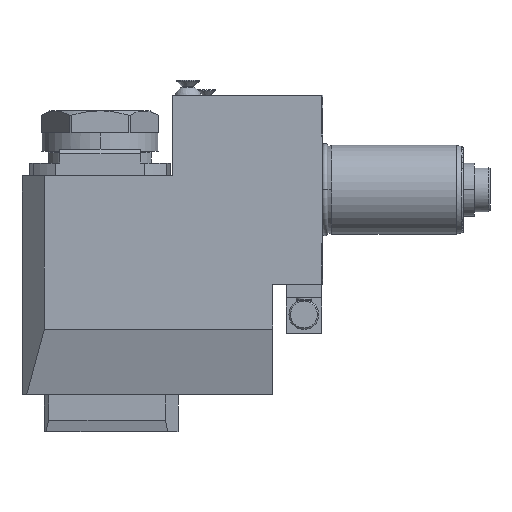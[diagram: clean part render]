
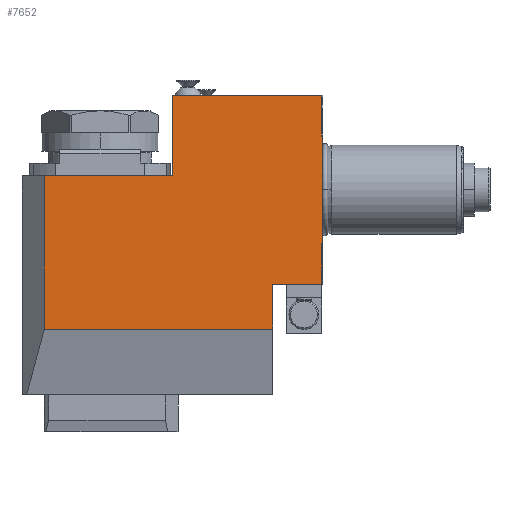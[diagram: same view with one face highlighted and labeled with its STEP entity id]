
A CAD part, front view. The second image highlights one B-rep face of the part: STEP entity #7652.
In plain terms, the highlighted planar face has unit normal (0, -1, 0).
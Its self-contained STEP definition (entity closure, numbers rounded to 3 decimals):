
#102=DIRECTION('',(0.,0.,-1.));
#103=VECTOR('',#102,48.208);
#104=CARTESIAN_POINT('',(0.,-38.,24.104));
#105=LINE('',#104,#103);
#121=DIRECTION('',(0.,0.,1.));
#122=VECTOR('',#121,68.7);
#123=CARTESIAN_POINT('',(-125.,-38.,-62.5));
#124=LINE('',#123,#122);
#125=DIRECTION('',(1.,0.,0.));
#126=VECTOR('',#125,57.5);
#127=CARTESIAN_POINT('',(-125.,-38.,6.2));
#128=LINE('',#127,#126);
#129=DIRECTION('',(0.,0.,-1.));
#130=VECTOR('',#129,36.3);
#131=CARTESIAN_POINT('',(-67.5,-38.,42.5));
#132=LINE('',#131,#130);
#133=DIRECTION('',(0.,0.,-1.));
#134=VECTOR('',#133,18.396);
#135=CARTESIAN_POINT('',(-0.5,-38.,42.5));
#136=LINE('',#135,#134);
#137=DIRECTION('',(-1.,0.,0.));
#138=VECTOR('',#137,0.5);
#139=CARTESIAN_POINT('',(0.,-38.,24.104));
#140=LINE('',#139,#138);
#141=DIRECTION('',(-1.,0.,0.));
#142=VECTOR('',#141,0.5);
#143=CARTESIAN_POINT('',(0.,-38.,-24.104));
#144=LINE('',#143,#142);
#145=DIRECTION('',(0.,0.,-1.));
#146=VECTOR('',#145,18.396);
#147=CARTESIAN_POINT('',(-0.5,-38.,-24.104));
#148=LINE('',#147,#146);
#153=DIRECTION('',(1.,0.,0.));
#154=VECTOR('',#153,102.5);
#155=CARTESIAN_POINT('',(-125.,-38.,-62.5));
#156=LINE('',#155,#154);
#241=DIRECTION('',(-1.,0.,0.));
#242=VECTOR('',#241,67.);
#243=CARTESIAN_POINT('',(-0.5,-38.,42.5));
#244=LINE('',#243,#242);
#1672=DIRECTION('',(0.,0.,1.));
#1673=VECTOR('',#1672,20.);
#1674=CARTESIAN_POINT('',(-22.5,-38.,-62.5));
#1675=LINE('',#1674,#1673);
#1692=DIRECTION('',(1.,0.,0.));
#1693=VECTOR('',#1692,22.);
#1694=CARTESIAN_POINT('',(-22.5,-38.,-42.5));
#1695=LINE('',#1694,#1693);
#6103=CARTESIAN_POINT('',(0.,-38.,24.104));
#6105=VERTEX_POINT('',#6103);
#6116=CARTESIAN_POINT('',(0.,-38.,-24.104));
#6118=VERTEX_POINT('',#6116);
#6124=CARTESIAN_POINT('',(-0.5,-38.,42.5));
#6126=VERTEX_POINT('',#6124);
#6127=CARTESIAN_POINT('',(-0.5,-38.,24.104));
#6128=VERTEX_POINT('',#6127);
#6129=CARTESIAN_POINT('',(-0.5,-38.,-24.104));
#6130=CARTESIAN_POINT('',(-0.5,-38.,-42.5));
#6131=VERTEX_POINT('',#6129);
#6132=VERTEX_POINT('',#6130);
#6322=CARTESIAN_POINT('',(-22.5,-38.,-62.5));
#6324=VERTEX_POINT('',#6322);
#6330=CARTESIAN_POINT('',(-22.5,-38.,-42.5));
#6332=VERTEX_POINT('',#6330);
#6944=CARTESIAN_POINT('',(-67.5,-38.,42.5));
#6945=CARTESIAN_POINT('',(-67.5,-38.,6.2));
#6946=VERTEX_POINT('',#6944);
#6947=VERTEX_POINT('',#6945);
#6956=CARTESIAN_POINT('',(-125.,-38.,6.2));
#6957=VERTEX_POINT('',#6956);
#6965=CARTESIAN_POINT('',(-125.,-38.,-62.5));
#6967=VERTEX_POINT('',#6965);
#7625=CARTESIAN_POINT('',(-26.5,-38.,42.5));
#7626=DIRECTION('',(0.,-1.,0.));
#7627=DIRECTION('',(0.,0.,-1.));
#7628=AXIS2_PLACEMENT_3D('',#7625,#7626,#7627);
#7629=PLANE('',#7628);
#7631=ORIENTED_EDGE('',*,*,#7630,.F.);
#7633=ORIENTED_EDGE('',*,*,#7632,.T.);
#7635=ORIENTED_EDGE('',*,*,#7634,.T.);
#7637=ORIENTED_EDGE('',*,*,#7636,.F.);
#7639=ORIENTED_EDGE('',*,*,#7638,.F.);
#7641=ORIENTED_EDGE('',*,*,#7640,.T.);
#7642=ORIENTED_EDGE('',*,*,#7616,.F.);
#7643=ORIENTED_EDGE('',*,*,#7593,.T.);
#7644=ORIENTED_EDGE('',*,*,#7555,.T.);
#7645=ORIENTED_EDGE('',*,*,#7536,.T.);
#7647=ORIENTED_EDGE('',*,*,#7646,.F.);
#7649=ORIENTED_EDGE('',*,*,#7648,.F.);
#7650=EDGE_LOOP('',(#7631,#7633,#7635,#7637,#7639,#7641,#7642,#7643,#7644,#7645,
#7647,#7649));
#7651=FACE_OUTER_BOUND('',#7650,.F.);
#7652=ADVANCED_FACE('',(#7651),#7629,.T.);
#7536=EDGE_CURVE('',#6131,#6132,#148,.T.);
#7555=EDGE_CURVE('',#6118,#6131,#144,.T.);
#7593=EDGE_CURVE('',#6105,#6118,#105,.T.);
#7616=EDGE_CURVE('',#6105,#6128,#140,.T.);
#7630=EDGE_CURVE('',#6967,#6324,#156,.T.);
#7632=EDGE_CURVE('',#6967,#6957,#124,.T.);
#7634=EDGE_CURVE('',#6957,#6947,#128,.T.);
#7636=EDGE_CURVE('',#6946,#6947,#132,.T.);
#7638=EDGE_CURVE('',#6126,#6946,#244,.T.);
#7640=EDGE_CURVE('',#6126,#6128,#136,.T.);
#7646=EDGE_CURVE('',#6332,#6132,#1695,.T.);
#7648=EDGE_CURVE('',#6324,#6332,#1675,.T.);
